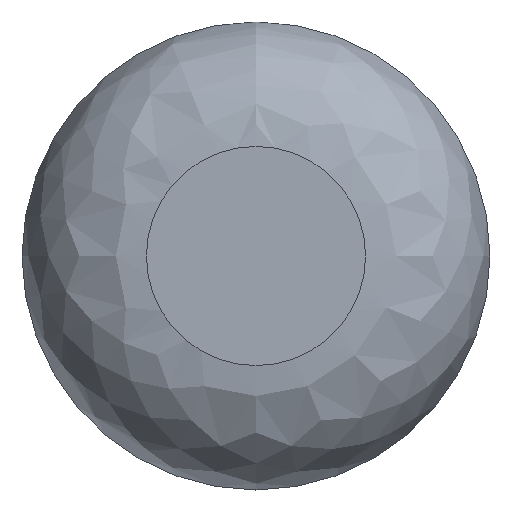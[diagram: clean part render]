
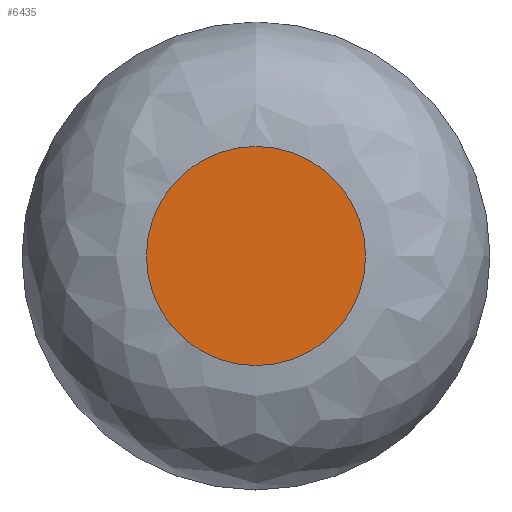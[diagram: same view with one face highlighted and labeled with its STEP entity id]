
A CAD part, front view. The second image highlights one B-rep face of the part: STEP entity #6435.
In plain terms, the highlighted planar face has unit normal (0, -1, 0).
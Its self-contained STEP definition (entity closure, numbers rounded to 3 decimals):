
#192=PLANE('',#6853);
#258=CIRCLE('',#6852,8.976);
#426=FACE_OUTER_BOUND('',#790,.T.);
#790=EDGE_LOOP('',(#4638));
#2509=VERTEX_POINT('',#14185);
#3300=EDGE_CURVE('',#2509,#2509,#258,.T.);
#4638=ORIENTED_EDGE('',*,*,#3300,.F.);
#6435=ADVANCED_FACE('',(#426),#192,.T.);
#6852=AXIS2_PLACEMENT_3D('',#14186,#7489,#7490);
#6853=AXIS2_PLACEMENT_3D('',#14192,#7491,#7492);
#7489=DIRECTION('center_axis',(0.,1.,0.));
#7490=DIRECTION('ref_axis',(0.,0.,
-1.));
#7491=DIRECTION('center_axis',(0.,-1.,0.));
#7492=DIRECTION('ref_axis',(0.,0.,-1.));
#14185=CARTESIAN_POINT('',(-4.824,-51.392,30.966));
#14186=CARTESIAN_POINT('Origin',(-4.824,-51.392,21.99));
#14192=CARTESIAN_POINT('Origin',(-4.824,-51.392,21.99));
